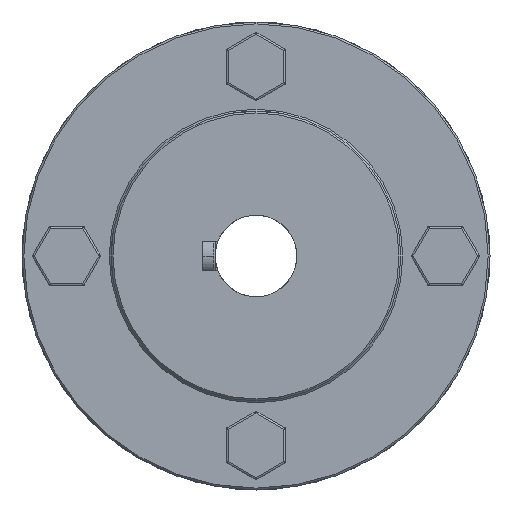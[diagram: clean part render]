
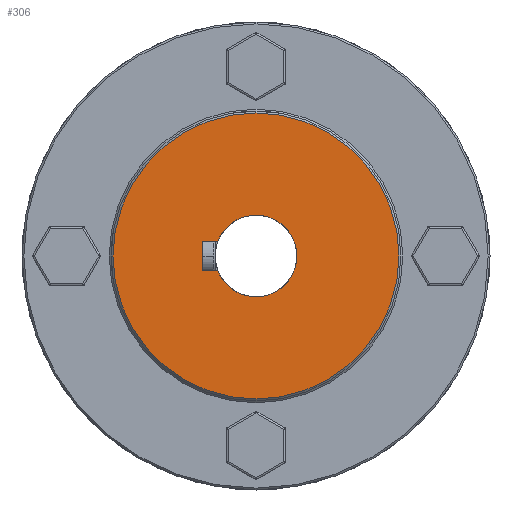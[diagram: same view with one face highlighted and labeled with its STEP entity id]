
A CAD part, left-side view. The second image highlights one B-rep face of the part: STEP entity #306.
In plain terms, the highlighted planar face has unit normal (-1, 0, 0).
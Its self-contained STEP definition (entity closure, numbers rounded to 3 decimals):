
#306 = ADVANCED_FACE ( 'NONE', ( #7709, #7715 ), #8426, .T. ) ;
#710 = VERTEX_POINT ( 'NONE', #9995 ) ;
#714 = VERTEX_POINT ( 'NONE', #9999 ) ;
#716 = VERTEX_POINT ( 'NONE', #10001 ) ;
#2055 = EDGE_CURVE ( 'NONE', #710, #5079, #12317, .T. ) ;
#2064 = EDGE_CURVE ( 'NONE', #714, #710, #12326, .T. ) ;
#2066 = EDGE_CURVE ( 'NONE', #5073, #716, #12333, .T. ) ;
#2076 = EDGE_CURVE ( 'NONE', #716, #714, #12350, .T. ) ;
#2082 = EDGE_CURVE ( 'NONE', #5094, #5095, #12362, .T. ) ;
#2629 = ORIENTED_EDGE ( 'NONE', *, *, #2082, .T. ) ;
#2630 = ORIENTED_EDGE ( 'NONE', *, *, #6082, .T. ) ;
#2631 = ORIENTED_EDGE ( 'NONE', *, *, #2076, .T. ) ;
#2632 = ORIENTED_EDGE ( 'NONE', *, *, #2064, .T. ) ;
#2633 = ORIENTED_EDGE ( 'NONE', *, *, #2055, .T. ) ;
#2634 = ORIENTED_EDGE ( 'NONE', *, *, #5984, .T. ) ;
#2635 = ORIENTED_EDGE ( 'NONE', *, *, #5990, .T. ) ;
#2636 = ORIENTED_EDGE ( 'NONE', *, *, #2066, .T. ) ;
#5073 = VERTEX_POINT ( 'NONE', #17264 ) ;
#5078 = VERTEX_POINT ( 'NONE', #17269 ) ;
#5079 = VERTEX_POINT ( 'NONE', #17270 ) ;
#5094 = VERTEX_POINT ( 'NONE', #17285 ) ;
#5095 = VERTEX_POINT ( 'NONE', #17286 ) ;
#5984 = EDGE_CURVE ( 'NONE', #5079, #5078, #17709, .T. ) ;
#5990 = EDGE_CURVE ( 'NONE', #5078, #5073, #17715, .T. ) ;
#6082 = EDGE_CURVE ( 'NONE', #5095, #5094, #17856, .T. ) ;
#6317 = AXIS2_PLACEMENT_3D ( 'NONE', #8427, #8432, #8433 ) ;
#6613 = EDGE_LOOP ( 'NONE', ( #2631, #2632, #2633, #2634, #2635, #2636 ) ) ;
#6627 = EDGE_LOOP ( 'NONE', ( #2629, #2630 ) ) ;
#7709 = FACE_OUTER_BOUND ( 'NONE', #6627, .T. ) ;
#7715 = FACE_BOUND ( 'NONE', #6613, .T. ) ;
#8426 = PLANE ( 'NONE',  #6317 ) ;
#8427 = CARTESIAN_POINT ( 'NONE',  ( -45.5, 39., 0. ) ) ;
#8432 = DIRECTION ( 'NONE',  ( -1., 0., 0. ) ) ;
#8433 = DIRECTION ( 'NONE',  ( 0., 0., 1. ) ) ;
#9355 = AXIS2_PLACEMENT_3D ( 'NONE', #12126, #12127, #12128 ) ;
#9365 = AXIS2_PLACEMENT_3D ( 'NONE', #12714, #12722, #12723 ) ;
#9995 = CARTESIAN_POINT ( 'NONE',  ( -45.5, 10.247, 4. ) ) ;
#9999 = CARTESIAN_POINT ( 'NONE',  ( -45.5, 14.3, 4. ) ) ;
#10001 = CARTESIAN_POINT ( 'NONE',  ( -45.5, 14.3, -4. ) ) ;
#12126 = CARTESIAN_POINT ( 'NONE',  ( -45.5, 0., 0. ) ) ;
#12127 = DIRECTION ( 'NONE',  ( 1., 0., 0. ) ) ;
#12128 = DIRECTION ( 'NONE',  ( 0., 0., -1. ) ) ;
#12150 = CARTESIAN_POINT ( 'NONE',  ( -45.5, 10.247, 4. ) ) ;
#12151 = DIRECTION ( 'NONE',  ( 0., -1., 0. ) ) ;
#12154 = CARTESIAN_POINT ( 'NONE',  ( -45.5, 10.247, -4. ) ) ;
#12155 = DIRECTION ( 'NONE',  ( 0., 1., 0. ) ) ;
#12177 = CARTESIAN_POINT ( 'NONE',  ( -45.5, 14.3, 4. ) ) ;
#12178 = DIRECTION ( 'NONE',  ( 0., 0., 1. ) ) ;
#12317 = CIRCLE ( 'NONE', #9355, 11. ) ;
#12326 = LINE ( 'NONE', #12150, #12327 ) ;
#12327 = VECTOR ( 'NONE', #12151, 1000. ) ;
#12333 = LINE ( 'NONE', #12154, #12334 ) ;
#12334 = VECTOR ( 'NONE', #12155, 1000. ) ;
#12350 = LINE ( 'NONE', #12177, #12351 ) ;
#12351 = VECTOR ( 'NONE', #12178, 1000. ) ;
#12362 = CIRCLE ( 'NONE', #9365, 38.5 ) ;
#12714 = CARTESIAN_POINT ( 'NONE',  ( -45.5, 0., 0. ) ) ;
#12722 = DIRECTION ( 'NONE',  ( -1., 0., 0. ) ) ;
#12723 = DIRECTION ( 'NONE',  ( 0., 0., 1. ) ) ;
#15377 = AXIS2_PLACEMENT_3D ( 'NONE', #18331, #18335, #18336 ) ;
#15380 = AXIS2_PLACEMENT_3D ( 'NONE', #18365, #18366, #18367 ) ;
#15422 = AXIS2_PLACEMENT_3D ( 'NONE', #18590, #18591, #18592 ) ;
#17264 = CARTESIAN_POINT ( 'NONE',  ( -45.5, 10.247, -4. ) ) ;
#17269 = CARTESIAN_POINT ( 'NONE',  ( -45.5, 0., -11. ) ) ;
#17270 = CARTESIAN_POINT ( 'NONE',  ( -45.5, 0., 11. ) ) ;
#17285 = CARTESIAN_POINT ( 'NONE',  ( -45.5, 0., -38.5 ) ) ;
#17286 = CARTESIAN_POINT ( 'NONE',  ( -45.5, 0., 38.5 ) ) ;
#17709 = CIRCLE ( 'NONE', #15377, 11. ) ;
#17715 = CIRCLE ( 'NONE', #15380, 11. ) ;
#17856 = CIRCLE ( 'NONE', #15422, 38.5 ) ;
#18331 = CARTESIAN_POINT ( 'NONE',  ( -45.5, 0., 0. ) ) ;
#18335 = DIRECTION ( 'NONE',  ( 1., 0., 0. ) ) ;
#18336 = DIRECTION ( 'NONE',  ( 0., 0., -1. ) ) ;
#18365 = CARTESIAN_POINT ( 'NONE',  ( -45.5, 0., 0. ) ) ;
#18366 = DIRECTION ( 'NONE',  ( 1., 0., 0. ) ) ;
#18367 = DIRECTION ( 'NONE',  ( 0., 0., -1. ) ) ;
#18590 = CARTESIAN_POINT ( 'NONE',  ( -45.5, 0., 0. ) ) ;
#18591 = DIRECTION ( 'NONE',  ( -1., 0., 0. ) ) ;
#18592 = DIRECTION ( 'NONE',  ( 0., 0., 1. ) ) ;
